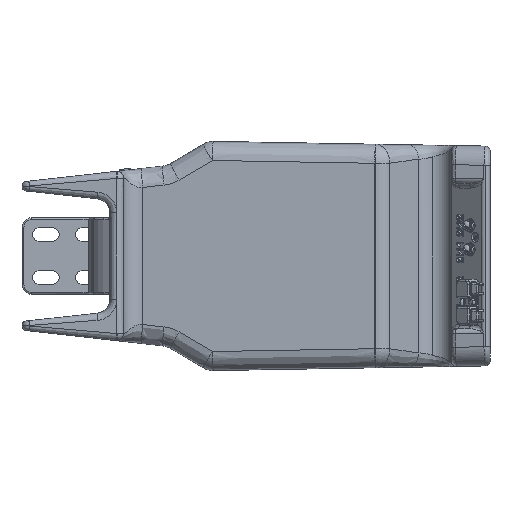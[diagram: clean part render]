
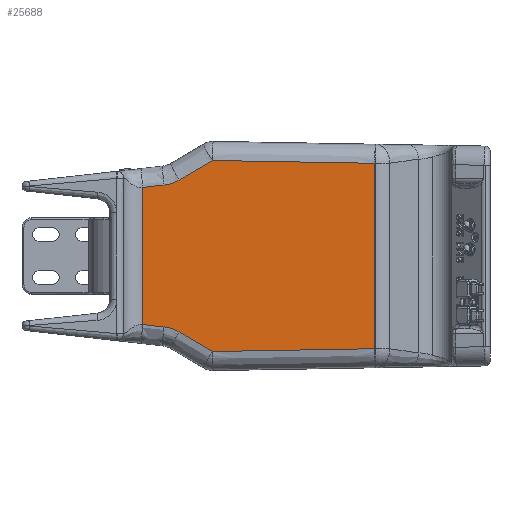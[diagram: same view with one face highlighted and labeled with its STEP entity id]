
A CAD part, left-side view. The second image highlights one B-rep face of the part: STEP entity #25688.
In plain terms, the highlighted planar face has unit normal (-0.999, 0.041, 0).
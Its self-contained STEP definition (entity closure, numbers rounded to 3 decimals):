
#2979 = VERTEX_POINT ( 'NONE', #18296 ) ;
#3016 = VERTEX_POINT ( 'NONE', #18315 ) ;
#6068 = LINE ( 'NONE', #14550, #6081 ) ;
#6081 = VECTOR ( 'NONE', #14559, 1000. ) ;
#6097 = VECTOR ( 'NONE', #22245, 1000. ) ;
#6104 = LINE ( 'NONE', #22242, #6097 ) ;
#6548 = CARTESIAN_POINT ( 'NONE',  ( -160.929, 121.323, -74.254 ) ) ;
#6602 = CARTESIAN_POINT ( 'NONE',  ( -163.002, 70.821, 100. ) ) ;
#6639 = CARTESIAN_POINT ( 'NONE',  ( -160.017, 143.526, 71.741 ) ) ;
#6645 = CARTESIAN_POINT ( 'NONE',  ( -161.578, 105.5, 79.546 ) ) ;
#6653 = CARTESIAN_POINT ( 'NONE',  ( -161.578, 105.5, -79.546 ) ) ;
#6666 = CARTESIAN_POINT ( 'NONE',  ( -163.002, 70.821, -100. ) ) ;
#6679 = CARTESIAN_POINT ( 'NONE',  ( -160.929, 121.323, 74.254 ) ) ;
#6681 = CARTESIAN_POINT ( 'NONE',  ( -160.017, 143.526, -71.741 ) ) ;
#9434 = VERTEX_POINT ( 'NONE', #6548 ) ;
#9484 = VERTEX_POINT ( 'NONE', #6639 ) ;
#9495 = VERTEX_POINT ( 'NONE', #6645 ) ;
#9504 = VERTEX_POINT ( 'NONE', #6666 ) ;
#9511 = VERTEX_POINT ( 'NONE', #6653 ) ;
#9525 = VERTEX_POINT ( 'NONE', #6679 ) ;
#9530 = VERTEX_POINT ( 'NONE', #6681 ) ;
#9543 = VERTEX_POINT ( 'NONE', #6602 ) ;
#9726 = CARTESIAN_POINT ( 'NONE',  ( -170.374, -108.688, 200. ) ) ;
#9731 = DIRECTION ( 'NONE',  ( 0.999, -0.041, 0. ) ) ;
#9733 = PLANE ( 'NONE',  #11752 ) ;
#9735 = DIRECTION ( 'NONE',  ( 0.041, 0.999, 0. ) ) ;
#10885 = B_SPLINE_CURVE_WITH_KNOTS ( 'NONE', 3,
 ( #22280, #22264, #22282, #22283 ),
 .UNSPECIFIED., .F., .F.,
 ( 4, 4 ),
 ( 0., 1. ),
 .UNSPECIFIED. ) ;
#10912 = B_SPLINE_CURVE_WITH_KNOTS ( 'NONE', 3,
 ( #22211, #22221, #22243, #22244 ),
 .UNSPECIFIED., .F., .F.,
 ( 4, 4 ),
 ( 0., 1. ),
 .UNSPECIFIED. ) ;
#10918 = B_SPLINE_CURVE_WITH_KNOTS ( 'NONE', 3,
 ( #14334, #14335, #14336, #14342 ),
 .UNSPECIFIED., .F., .F.,
 ( 4, 4 ),
 ( 0., 1. ),
 .UNSPECIFIED. ) ;
#10920 = B_SPLINE_CURVE_WITH_KNOTS ( 'NONE', 3,
 ( #14352, #14348, #14337, #14353 ),
 .UNSPECIFIED., .F., .F.,
 ( 4, 4 ),
 ( 0., 1. ),
 .UNSPECIFIED. ) ;
#10960 = B_SPLINE_CURVE_WITH_KNOTS ( 'NONE', 3,
 ( #22094, #22212, #22191, #22207 ),
 .UNSPECIFIED., .F., .F.,
 ( 4, 4 ),
 ( 0., 1. ),
 .UNSPECIFIED. ) ;
#10962 = B_SPLINE_CURVE_WITH_KNOTS ( 'NONE', 3,
 ( #22184, #22216, #22214, #22217 ),
 .UNSPECIFIED., .F., .F.,
 ( 4, 4 ),
 ( 0., 1. ),
 .UNSPECIFIED. ) ;
#11752 = AXIS2_PLACEMENT_3D ( 'NONE', #9726, #9731, #9735 ) ;
#13909 = EDGE_CURVE ( 'NONE', #9511, #9504, #10920, .T. ) ;
#13911 = EDGE_CURVE ( 'NONE', #9504, #3016, #10918, .T. ) ;
#13942 = EDGE_CURVE ( 'NONE', #9484, #9530, #6068, .T. ) ;
#13985 = EDGE_CURVE ( 'NONE', #9543, #9495, #10960, .T. ) ;
#13987 = EDGE_CURVE ( 'NONE', #9530, #9434, #10962, .T. ) ;
#13991 = EDGE_CURVE ( 'NONE', #2979, #9543, #10912, .T. ) ;
#14001 = EDGE_CURVE ( 'NONE', #3016, #2979, #6104, .T. ) ;
#14004 = EDGE_CURVE ( 'NONE', #9495, #9525, #21590, .T. ) ;
#14007 = EDGE_CURVE ( 'NONE', #9525, #9484, #10885, .T. ) ;
#14048 = EDGE_CURVE ( 'NONE', #9434, #9511, #21559, .T. ) ;
#14334 = CARTESIAN_POINT ( 'NONE',  ( -163.002, 70.821, -100. ) ) ;
#14335 = CARTESIAN_POINT ( 'NONE',  ( -165.329, 14.154, -99.022 ) ) ;
#14336 = CARTESIAN_POINT ( 'NONE',  ( -167.656, -42.513, -98.045 ) ) ;
#14337 = CARTESIAN_POINT ( 'NONE',  ( -162.528, 82.38, -93.182 ) ) ;
#14342 = CARTESIAN_POINT ( 'NONE',  ( -169.983, -99.179, -97.067 ) ) ;
#14348 = CARTESIAN_POINT ( 'NONE',  ( -162.053, 93.94, -86.364 ) ) ;
#14352 = CARTESIAN_POINT ( 'NONE',  ( -161.578, 105.5, -79.546 ) ) ;
#14353 = CARTESIAN_POINT ( 'NONE',  ( -163.002, 70.821, -100. ) ) ;
#14550 = CARTESIAN_POINT ( 'NONE',  ( -160.017, 143.526, -90.062 ) ) ;
#14559 = DIRECTION ( 'NONE',  ( 0., 0., -1. ) ) ;
#18296 = CARTESIAN_POINT ( 'NONE',  ( -169.983, -99.179, 97.067 ) ) ;
#18315 = CARTESIAN_POINT ( 'NONE',  ( -169.983, -99.179, -97.067 ) ) ;
#19756 = EDGE_LOOP ( 'NONE', ( #24892, #24981, #24946, #24811, #24948, #24826, #24989, #24866, #24993, #24836 ) ) ;
#21559 =( BOUNDED_CURVE ( )  B_SPLINE_CURVE ( 3, ( #22706, #22776, #22760, #22761 ),
 .UNSPECIFIED., .F., .T. ) 
 B_SPLINE_CURVE_WITH_KNOTS ( ( 4, 4 ),
 ( 1.683, 2.104 ),
 .UNSPECIFIED. ) 
 CURVE ( )  GEOMETRIC_REPRESENTATION_ITEM ( )  RATIONAL_B_SPLINE_CURVE ( ( 1., 0.985, 0.985, 1. ) ) 
 REPRESENTATION_ITEM ( '' )  );
#21590 =( BOUNDED_CURVE ( )  B_SPLINE_CURVE ( 3, ( #22261, #22276, #22288, #22281 ),
 .UNSPECIFIED., .F., .F. ) 
 B_SPLINE_CURVE_WITH_KNOTS ( ( 4, 4 ),
 ( 4.18, 4.6 ),
 .UNSPECIFIED. ) 
 CURVE ( )  GEOMETRIC_REPRESENTATION_ITEM ( )  RATIONAL_B_SPLINE_CURVE ( ( 1., 0.985, 0.985, 1. ) ) 
 REPRESENTATION_ITEM ( '' )  );
#22094 = CARTESIAN_POINT ( 'NONE',  ( -163.002, 70.821, 100. ) ) ;
#22184 = CARTESIAN_POINT ( 'NONE',  ( -160.017, 143.526, -71.741 ) ) ;
#22191 = CARTESIAN_POINT ( 'NONE',  ( -162.053, 93.94, 86.364 ) ) ;
#22207 = CARTESIAN_POINT ( 'NONE',  ( -161.578, 105.5, 79.546 ) ) ;
#22211 = CARTESIAN_POINT ( 'NONE',  ( -169.983, -99.179, 97.067 ) ) ;
#22212 = CARTESIAN_POINT ( 'NONE',  ( -162.528, 82.38, 93.182 ) ) ;
#22214 = CARTESIAN_POINT ( 'NONE',  ( -160.625, 128.724, -73.416 ) ) ;
#22216 = CARTESIAN_POINT ( 'NONE',  ( -160.321, 136.125, -72.579 ) ) ;
#22217 = CARTESIAN_POINT ( 'NONE',  ( -160.929, 121.323, -74.254 ) ) ;
#22221 = CARTESIAN_POINT ( 'NONE',  ( -167.656, -42.513, 98.045 ) ) ;
#22242 = CARTESIAN_POINT ( 'NONE',  ( -169.983, -99.179, 200. ) ) ;
#22243 = CARTESIAN_POINT ( 'NONE',  ( -165.329, 14.154, 99.022 ) ) ;
#22244 = CARTESIAN_POINT ( 'NONE',  ( -163.002, 70.821, 100. ) ) ;
#22245 = DIRECTION ( 'NONE',  ( 0., 0., 1. ) ) ;
#22261 = CARTESIAN_POINT ( 'NONE',  ( -161.578, 105.5, 79.546 ) ) ;
#22264 = CARTESIAN_POINT ( 'NONE',  ( -160.625, 128.724, 73.416 ) ) ;
#22276 = CARTESIAN_POINT ( 'NONE',  ( -161.379, 110.362, 76.679 ) ) ;
#22280 = CARTESIAN_POINT ( 'NONE',  ( -160.929, 121.323, 74.254 ) ) ;
#22281 = CARTESIAN_POINT ( 'NONE',  ( -160.929, 121.323, 74.254 ) ) ;
#22282 = CARTESIAN_POINT ( 'NONE',  ( -160.321, 136.125, 72.579 ) ) ;
#22283 = CARTESIAN_POINT ( 'NONE',  ( -160.017, 143.526, 71.741 ) ) ;
#22288 = CARTESIAN_POINT ( 'NONE',  ( -161.159, 115.715, 74.888 ) ) ;
#22706 = CARTESIAN_POINT ( 'NONE',  ( -160.929, 121.323, -74.254 ) ) ;
#22760 = CARTESIAN_POINT ( 'NONE',  ( -161.379, 110.362, -76.679 ) ) ;
#22761 = CARTESIAN_POINT ( 'NONE',  ( -161.578, 105.5, -79.546 ) ) ;
#22776 = CARTESIAN_POINT ( 'NONE',  ( -161.159, 115.715, -74.888 ) ) ;
#22905 = FACE_OUTER_BOUND ( 'NONE', #19756, .T. ) ;
#24811 = ORIENTED_EDGE ( 'NONE', *, *, #14004, .T. ) ;
#24826 = ORIENTED_EDGE ( 'NONE', *, *, #13942, .T. ) ;
#24836 = ORIENTED_EDGE ( 'NONE', *, *, #13911, .T. ) ;
#24866 = ORIENTED_EDGE ( 'NONE', *, *, #14048, .T. ) ;
#24892 = ORIENTED_EDGE ( 'NONE', *, *, #14001, .T. ) ;
#24946 = ORIENTED_EDGE ( 'NONE', *, *, #13985, .T. ) ;
#24948 = ORIENTED_EDGE ( 'NONE', *, *, #14007, .T. ) ;
#24981 = ORIENTED_EDGE ( 'NONE', *, *, #13991, .T. ) ;
#24989 = ORIENTED_EDGE ( 'NONE', *, *, #13987, .T. ) ;
#24993 = ORIENTED_EDGE ( 'NONE', *, *, #13909, .T. ) ;
#25688 = ADVANCED_FACE ( 'NONE', ( #22905 ), #9733, .F. ) ;
